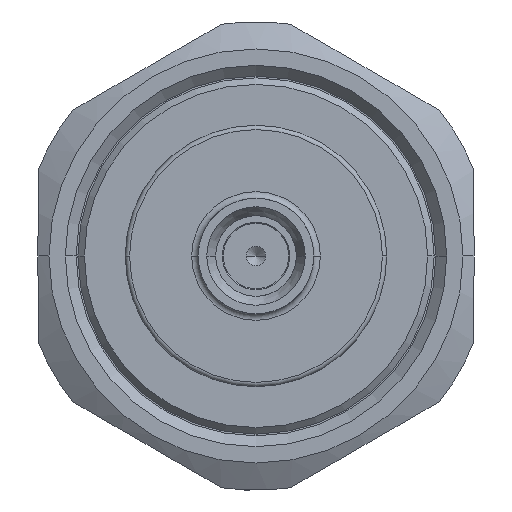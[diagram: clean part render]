
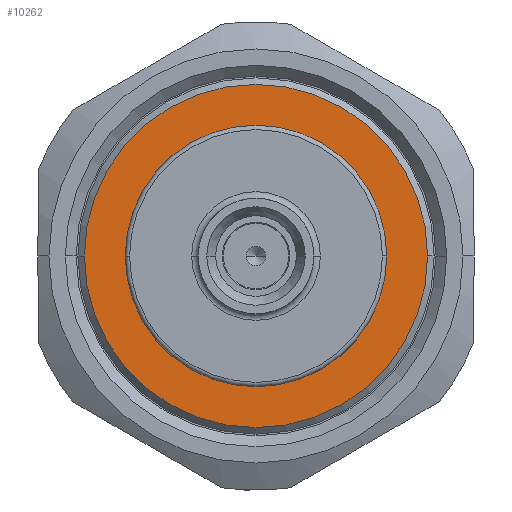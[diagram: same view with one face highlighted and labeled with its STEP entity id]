
A CAD part, left-side view. The second image highlights one B-rep face of the part: STEP entity #10262.
In plain terms, the highlighted planar face has unit normal (-1, 0, 0).
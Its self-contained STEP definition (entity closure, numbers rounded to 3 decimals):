
#3633 = AXIS2_PLACEMENT_3D ( 'NONE', #47148, #70285, #47838 ) ;
#4637 = VERTEX_POINT ( 'NONE', #67537 ) ;
#7465 = ORIENTED_EDGE ( 'NONE', *, *, #48488, .T. ) ;
#7656 = ORIENTED_EDGE ( 'NONE', *, *, #15077, .F. ) ;
#8065 = DIRECTION ( 'NONE',  ( 1., 0., 0. ) ) ;
#10262 = ADVANCED_FACE ( 'NONE', ( #10885, #32916 ), #59689, .F. ) ;
#10885 = FACE_OUTER_BOUND ( 'NONE', #39322, .T. ) ;
#10979 = ORIENTED_EDGE ( 'NONE', *, *, #27181, .T. ) ;
#11810 = DIRECTION ( 'NONE',  ( 1., 0., 0. ) ) ;
#12437 = CARTESIAN_POINT ( 'NONE',  ( -17.314, 0., 0. ) ) ;
#15077 = EDGE_CURVE ( 'NONE', #17377, #4637, #17509, .T. ) ;
#17377 = VERTEX_POINT ( 'NONE', #42310 ) ;
#17509 = CIRCLE ( 'NONE', #3633, 7.875 ) ;
#18618 = VERTEX_POINT ( 'NONE', #52029 ) ;
#22658 = CIRCLE ( 'NONE', #28431, 7.875 ) ;
#22988 = EDGE_CURVE ( 'NONE', #4637, #17377, #22658, .T. ) ;
#23766 = AXIS2_PLACEMENT_3D ( 'NONE', #57567, #8065, #46689 ) ;
#26826 = CARTESIAN_POINT ( 'NONE',  ( -17.314, -6., 0. ) ) ;
#27181 = EDGE_CURVE ( 'NONE', #18618, #63552, #27587, .T. ) ;
#27587 = CIRCLE ( 'NONE', #61042, 6. ) ;
#28431 = AXIS2_PLACEMENT_3D ( 'NONE', #34904, #11810, #50093 ) ;
#32916 = FACE_BOUND ( 'NONE', #42235, .T. ) ;
#34904 = CARTESIAN_POINT ( 'NONE',  ( -17.314, 0., 0. ) ) ;
#35087 = CARTESIAN_POINT ( 'NONE',  ( -17.314, -6., 0. ) ) ;
#39322 = EDGE_LOOP ( 'NONE', ( #61740, #7656 ) ) ;
#39888 = DIRECTION ( 'NONE',  ( 0., 1., 0. ) ) ;
#42235 = EDGE_LOOP ( 'NONE', ( #10979, #7465 ) ) ;
#42310 = CARTESIAN_POINT ( 'NONE',  ( -17.314, -7.875, 0. ) ) ;
#46689 = DIRECTION ( 'NONE',  ( 0., 1., 0. ) ) ;
#47148 = CARTESIAN_POINT ( 'NONE',  ( -17.314, 0., 0. ) ) ;
#47838 = DIRECTION ( 'NONE',  ( 0., 1., 0. ) ) ;
#47969 = CIRCLE ( 'NONE', #23766, 6. ) ;
#48488 = EDGE_CURVE ( 'NONE', #63552, #18618, #47969, .T. ) ;
#49164 = AXIS2_PLACEMENT_3D ( 'NONE', #26826, #54271, #54610 ) ;
#50093 = DIRECTION ( 'NONE',  ( 0., 1., 0. ) ) ;
#52029 = CARTESIAN_POINT ( 'NONE',  ( -17.314, 6., 0. ) ) ;
#54271 = DIRECTION ( 'NONE',  ( 1., 0., 0. ) ) ;
#54610 = DIRECTION ( 'NONE',  ( 0., 1., 0. ) ) ;
#57567 = CARTESIAN_POINT ( 'NONE',  ( -17.314, 0., 0. ) ) ;
#59689 = PLANE ( 'NONE',  #49164 ) ;
#61042 = AXIS2_PLACEMENT_3D ( 'NONE', #12437, #62648, #39888 ) ;
#61740 = ORIENTED_EDGE ( 'NONE', *, *, #22988, .F. ) ;
#62648 = DIRECTION ( 'NONE',  ( 1., 0., 0. ) ) ;
#63552 = VERTEX_POINT ( 'NONE', #35087 ) ;
#67537 = CARTESIAN_POINT ( 'NONE',  ( -17.314, 7.875, 0. ) ) ;
#70285 = DIRECTION ( 'NONE',  ( 1., 0., 0. ) ) ;
